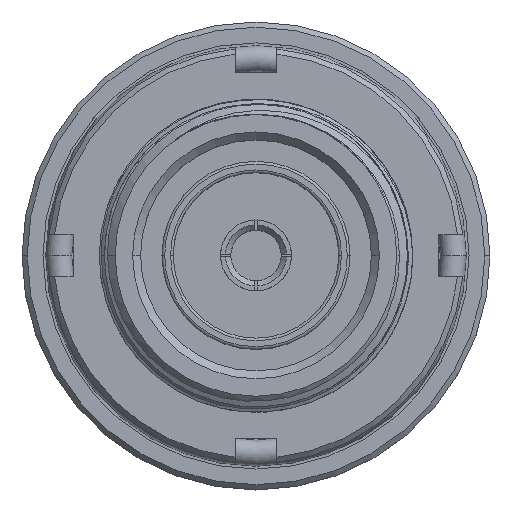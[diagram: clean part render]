
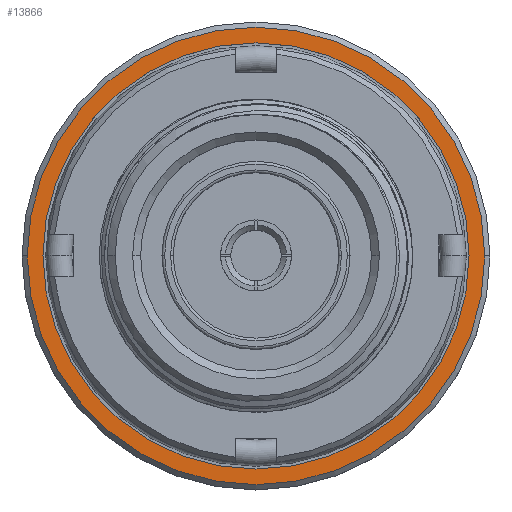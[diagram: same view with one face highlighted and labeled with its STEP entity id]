
A CAD part, top view. The second image highlights one B-rep face of the part: STEP entity #13866.
In plain terms, the highlighted planar face has unit normal (0, 0, 1).
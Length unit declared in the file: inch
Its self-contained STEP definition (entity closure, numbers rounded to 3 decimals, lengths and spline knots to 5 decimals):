
#362 = DIRECTION ( 'NONE',  ( 0., 0., 1. ) ) ;
#828 = CARTESIAN_POINT ( 'NONE',  ( 0., 0., -1.2874 ) ) ;
#996 = FACE_BOUND ( 'NONE', #6075, .T. ) ;
#1008 = CARTESIAN_POINT ( 'NONE',  ( 0.8622, 0., -1.2874 ) ) ;
#1127 = AXIS2_PLACEMENT_3D ( 'NONE', #828, #10484, #14671 ) ;
#1513 = CARTESIAN_POINT ( 'NONE',  ( -0.8622, 0., -1.2874 ) ) ;
#1758 = CIRCLE ( 'NONE', #5343, 0.80315 ) ;
#1778 = AXIS2_PLACEMENT_3D ( 'NONE', #12786, #362, #4612 ) ;
#2831 = VERTEX_POINT ( 'NONE', #1513 ) ;
#3933 = ORIENTED_EDGE ( 'NONE', *, *, #12242, .T. ) ;
#4282 = ORIENTED_EDGE ( 'NONE', *, *, #17778, .F. ) ;
#4612 = DIRECTION ( 'NONE',  ( 1., 0., 0. ) ) ;
#4614 = DIRECTION ( 'NONE',  ( 1., 0., 0. ) ) ;
#5314 = ORIENTED_EDGE ( 'NONE', *, *, #12498, .T. ) ;
#5343 = AXIS2_PLACEMENT_3D ( 'NONE', #17297, #15709, #15763 ) ;
#6075 = EDGE_LOOP ( 'NONE', ( #16625, #4282 ) ) ;
#6678 = EDGE_CURVE ( 'NONE', #7720, #11297, #15982, .T. ) ;
#7340 = DIRECTION ( 'NONE',  ( 0., 0., 1. ) ) ;
#7644 = CARTESIAN_POINT ( 'NONE',  ( 0.80315, 0., -1.2874 ) ) ;
#7720 = VERTEX_POINT ( 'NONE', #7644 ) ;
#8400 = CARTESIAN_POINT ( 'NONE',  ( -0.80315, 0., -1.2874 ) ) ;
#8640 = PLANE ( 'NONE',  #13787 ) ;
#8775 = DIRECTION ( 'NONE',  ( 0., 0., 1. ) ) ;
#8821 = CIRCLE ( 'NONE', #11780, 0.8622 ) ;
#10088 = DIRECTION ( 'NONE',  ( 1., 0., 0. ) ) ;
#10484 = DIRECTION ( 'NONE',  ( 0., 0., 1. ) ) ;
#11297 = VERTEX_POINT ( 'NONE', #8400 ) ;
#11780 = AXIS2_PLACEMENT_3D ( 'NONE', #15577, #8775, #10088 ) ;
#12228 = FACE_OUTER_BOUND ( 'NONE', #14403, .T. ) ;
#12242 = EDGE_CURVE ( 'NONE', #2831, #15331, #8821, .T. ) ;
#12498 = EDGE_CURVE ( 'NONE', #15331, #2831, #13115, .T. ) ;
#12786 = CARTESIAN_POINT ( 'NONE',  ( 0., 0., -1.2874 ) ) ;
#13115 = CIRCLE ( 'NONE', #1127, 0.8622 ) ;
#13787 = AXIS2_PLACEMENT_3D ( 'NONE', #15628, #7340, #4614 ) ;
#13866 = ADVANCED_FACE ( 'NONE', ( #12228, #996 ), #8640, .T. ) ;
#14403 = EDGE_LOOP ( 'NONE', ( #3933, #5314 ) ) ;
#14671 = DIRECTION ( 'NONE',  ( 1., 0., 0. ) ) ;
#15331 = VERTEX_POINT ( 'NONE', #1008 ) ;
#15577 = CARTESIAN_POINT ( 'NONE',  ( 0., 0., -1.2874 ) ) ;
#15628 = CARTESIAN_POINT ( 'NONE',  ( 0., 0., -1.2874 ) ) ;
#15709 = DIRECTION ( 'NONE',  ( 0., 0., 1. ) ) ;
#15763 = DIRECTION ( 'NONE',  ( 1., 0., 0. ) ) ;
#15982 = CIRCLE ( 'NONE', #1778, 0.80315 ) ;
#16625 = ORIENTED_EDGE ( 'NONE', *, *, #6678, .F. ) ;
#17297 = CARTESIAN_POINT ( 'NONE',  ( 0., 0., -1.2874 ) ) ;
#17778 = EDGE_CURVE ( 'NONE', #11297, #7720, #1758, .T. ) ;
